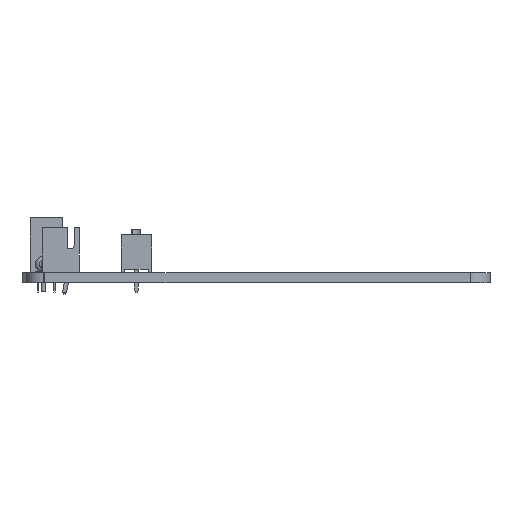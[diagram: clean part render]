
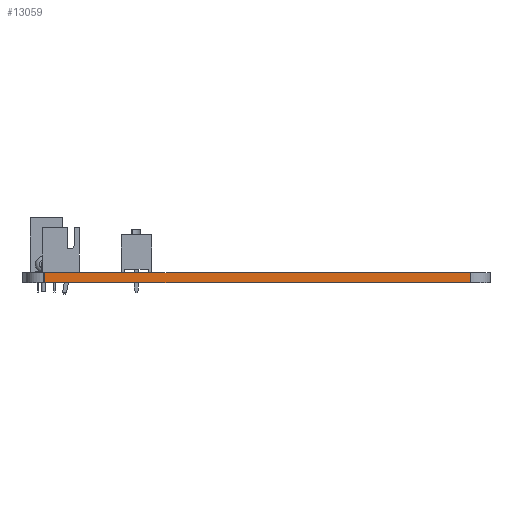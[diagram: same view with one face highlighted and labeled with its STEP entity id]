
A CAD part, front view. The second image highlights one B-rep face of the part: STEP entity #13059.
In plain terms, the highlighted planar face has unit normal (0, -1, 0).
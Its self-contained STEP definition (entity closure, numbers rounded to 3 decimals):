
#11487 = VERTEX_POINT('',#11488);
#11488 = CARTESIAN_POINT('',(165.1,-130.048,0.));
#11494 = EDGE_CURVE('',#11495,#11487,#11497,.T.);
#11495 = VERTEX_POINT('',#11496);
#11496 = CARTESIAN_POINT('',(231.394,-130.048,0.));
#11497 = LINE('',#11498,#11499);
#11498 = CARTESIAN_POINT('',(231.394,-130.048,0.));
#11499 = VECTOR('',#11500,1.);
#11500 = DIRECTION('',(-1.,0.,0.));
#12279 = VERTEX_POINT('',#12280);
#12280 = CARTESIAN_POINT('',(165.1,-130.048,1.6));
#12286 = EDGE_CURVE('',#12287,#12279,#12289,.T.);
#12287 = VERTEX_POINT('',#12288);
#12288 = CARTESIAN_POINT('',(231.394,-130.048,1.6));
#12289 = LINE('',#12290,#12291);
#12290 = CARTESIAN_POINT('',(231.394,-130.048,1.6));
#12291 = VECTOR('',#12292,1.);
#12292 = DIRECTION('',(-1.,0.,0.));
#13031 = EDGE_CURVE('',#11495,#12287,#13032,.T.);
#13032 = LINE('',#13033,#13034);
#13033 = CARTESIAN_POINT('',(231.394,-130.048,0.));
#13034 = VECTOR('',#13035,1.);
#13035 = DIRECTION('',(0.,0.,1.));
#13059 = ADVANCED_FACE('',(#13060),#13071,.T.);
#13060 = FACE_BOUND('',#13061,.T.);
#13061 = EDGE_LOOP('',(#13062,#13063,#13064,#13070));
#13062 = ORIENTED_EDGE('',*,*,#13031,.T.);
#13063 = ORIENTED_EDGE('',*,*,#12286,.T.);
#13064 = ORIENTED_EDGE('',*,*,#13065,.F.);
#13065 = EDGE_CURVE('',#11487,#12279,#13066,.T.);
#13066 = LINE('',#13067,#13068);
#13067 = CARTESIAN_POINT('',(165.1,-130.048,0.));
#13068 = VECTOR('',#13069,1.);
#13069 = DIRECTION('',(0.,0.,1.));
#13070 = ORIENTED_EDGE('',*,*,#11494,.F.);
#13071 = PLANE('',#13072);
#13072 = AXIS2_PLACEMENT_3D('',#13073,#13074,#13075);
#13073 = CARTESIAN_POINT('',(231.394,-130.048,0.));
#13074 = DIRECTION('',(0.,-1.,0.));
#13075 = DIRECTION('',(-1.,0.,0.));
